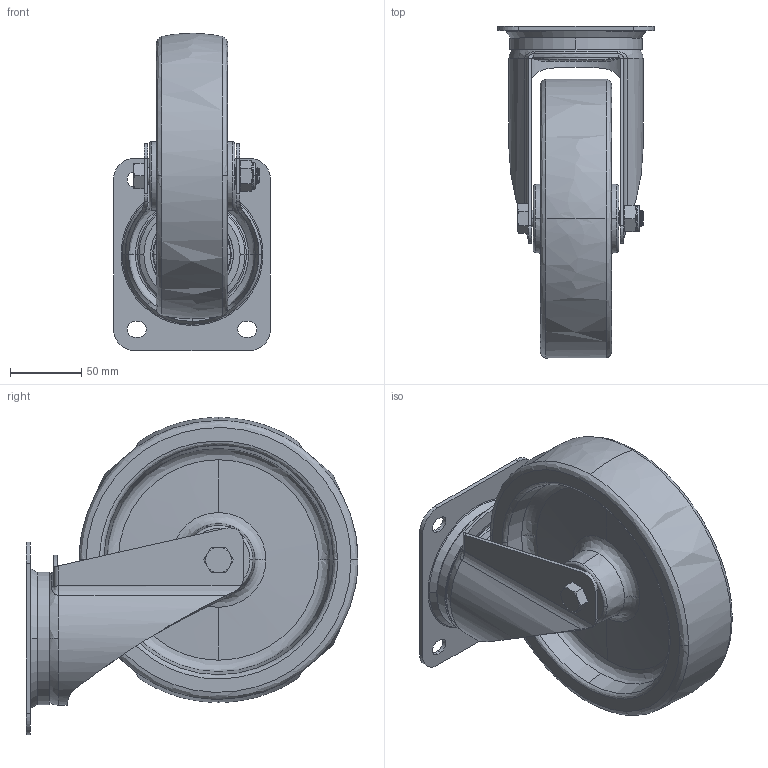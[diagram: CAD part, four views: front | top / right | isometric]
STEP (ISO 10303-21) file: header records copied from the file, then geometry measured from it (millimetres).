
FILE_DESCRIPTION (( 'STEP AP214' ), '1' );
FILE_NAME ('0056727.step', '2024-04-04T07:29:00', ( '' ), ( '' ), 'SwSTEP 2.0', 'SolidWorks 2020', '' );
FILE_SCHEMA (( 'AUTOMOTIVE_DESIGN' ));
Length unit declared in the file: millimetre
Products named in the file (1): 0056727
Bounding box: 110 x 232.76 x 222.5 mm (x, y, z)
Volume: 999366.7 mm3; surface area: 201081 mm2
Topology: 1 solids, 1 shells, 319 faces, 881 edges, 576 vertices
Faces by surface type: bspline 135, cylinder 73, plane 60, cone 51
Entity records: 47480 total; most frequent: CARTESIAN_POINT 39864, ORIENTED_EDGE 1754, DIRECTION 1119, EDGE_CURVE 877, VERTEX_POINT 576, AXIS2_PLACEMENT_3D 467, B_SPLINE_CURVE_WITH_KNOTS 379, EDGE_LOOP 351
